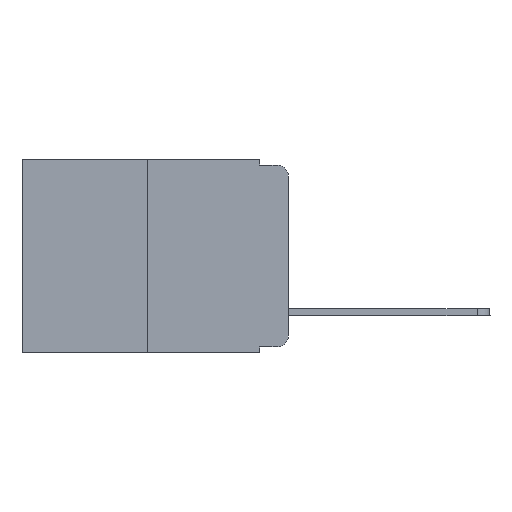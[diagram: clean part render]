
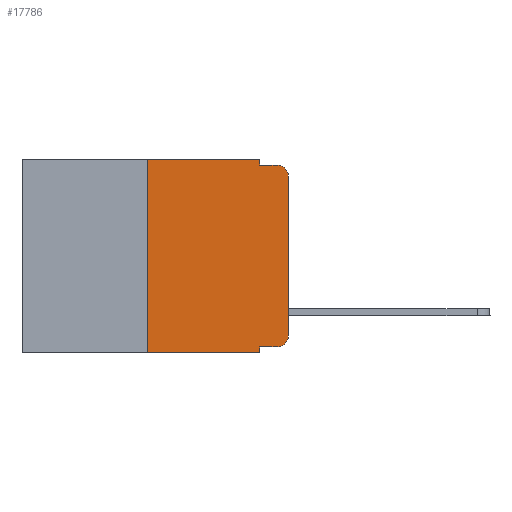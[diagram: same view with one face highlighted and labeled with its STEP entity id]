
A CAD part, left-side view. The second image highlights one B-rep face of the part: STEP entity #17786.
In plain terms, the highlighted planar face has unit normal (-1, 0, 0).
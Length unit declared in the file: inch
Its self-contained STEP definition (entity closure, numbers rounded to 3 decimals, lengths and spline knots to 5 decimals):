
#117 = DIRECTION ( 'NONE',  ( 0., -1., 0. ) ) ;
#257 = EDGE_CURVE ( 'NONE', #10630, #13713, #588, .T. ) ;
#310 = EDGE_CURVE ( 'NONE', #13211, #747, #1052, .T. ) ;
#545 = ORIENTED_EDGE ( 'NONE', *, *, #11486, .T. ) ;
#588 = LINE ( 'NONE', #17631, #15595 ) ;
#747 = VERTEX_POINT ( 'NONE', #10625 ) ;
#1052 = LINE ( 'NONE', #6196, #11019 ) ;
#1195 = VERTEX_POINT ( 'NONE', #6033 ) ;
#1569 = DIRECTION ( 'NONE',  ( 0., 0., 1. ) ) ;
#2010 = DIRECTION ( 'NONE',  ( 0., 0., -1. ) ) ;
#2091 = EDGE_CURVE ( 'NONE', #16731, #9115, #18680, .T. ) ;
#2240 = CIRCLE ( 'NONE', #4506, 0.02 ) ;
#2990 = ORIENTED_EDGE ( 'NONE', *, *, #11930, .F. ) ;
#3456 = DIRECTION ( 'NONE',  ( 0., -1., 0. ) ) ;
#3894 = DIRECTION ( 'NONE',  ( 0., 0., -1. ) ) ;
#4238 = CARTESIAN_POINT ( 'NONE',  ( 0., 0.25, -0.343 ) ) ;
#4266 = LINE ( 'NONE', #9437, #9261 ) ;
#4317 = LINE ( 'NONE', #17639, #12095 ) ;
#4506 = AXIS2_PLACEMENT_3D ( 'NONE', #15065, #15136, #6497 ) ;
#4515 = LINE ( 'NONE', #14289, #13235 ) ;
#4761 = ORIENTED_EDGE ( 'NONE', *, *, #2091, .T. ) ;
#4853 = LINE ( 'NONE', #11990, #6256 ) ;
#4953 = ORIENTED_EDGE ( 'NONE', *, *, #310, .T. ) ;
#5645 = CARTESIAN_POINT ( 'NONE',  ( 0., 0.02, -0.03 ) ) ;
#6033 = CARTESIAN_POINT ( 'NONE',  ( 0., 0.25, 0. ) ) ;
#6072 = DIRECTION ( 'NONE',  ( 0., -1., 0. ) ) ;
#6155 = VERTEX_POINT ( 'NONE', #11902 ) ;
#6196 = CARTESIAN_POINT ( 'NONE',  ( 0., 0.473, -0.343 ) ) ;
#6217 = EDGE_LOOP ( 'NONE', ( #8477, #4761, #2990, #7184, #13861, #10336, #4953, #11986, #9212, #545 ) ) ;
#6256 = VECTOR ( 'NONE', #2010, 39.37008 ) ;
#6497 = DIRECTION ( 'NONE',  ( 0., 0., -1. ) ) ;
#7045 = AXIS2_PLACEMENT_3D ( 'NONE', #5645, #7122, #13046 ) ;
#7122 = DIRECTION ( 'NONE',  ( -1., 0., 0. ) ) ;
#7184 = ORIENTED_EDGE ( 'NONE', *, *, #14244, .F. ) ;
#7373 = CARTESIAN_POINT ( 'NONE',  ( 0., 0., -0.03 ) ) ;
#7725 = EDGE_CURVE ( 'NONE', #13211, #1195, #4317, .T. ) ;
#7748 = VECTOR ( 'NONE', #9366, 39.37008 ) ;
#8477 = ORIENTED_EDGE ( 'NONE', *, *, #14355, .T. ) ;
#9069 = VERTEX_POINT ( 'NONE', #12489 ) ;
#9115 = VERTEX_POINT ( 'NONE', #13920 ) ;
#9212 = ORIENTED_EDGE ( 'NONE', *, *, #257, .T. ) ;
#9261 = VECTOR ( 'NONE', #12546, 39.37008 ) ;
#9366 = DIRECTION ( 'NONE',  ( 0., 0., -1. ) ) ;
#9437 = CARTESIAN_POINT ( 'NONE',  ( 0., 0.473, 0. ) ) ;
#9867 = VECTOR ( 'NONE', #117, 39.37008 ) ;
#10090 = LINE ( 'NONE', #14737, #9867 ) ;
#10336 = ORIENTED_EDGE ( 'NONE', *, *, #7725, .F. ) ;
#10625 = CARTESIAN_POINT ( 'NONE',  ( 0., 0.051, -0.343 ) ) ;
#10630 = VERTEX_POINT ( 'NONE', #16778 ) ;
#10858 = CARTESIAN_POINT ( 'NONE',  ( 0., 0.051, 0. ) ) ;
#10882 = FACE_OUTER_BOUND ( 'NONE', #6217, .T. ) ;
#11019 = VECTOR ( 'NONE', #3456, 39.37008 ) ;
#11244 = DIRECTION ( 'NONE',  ( 0., 0., 1. ) ) ;
#11382 = LINE ( 'NONE', #10858, #7748 ) ;
#11486 = EDGE_CURVE ( 'NONE', #13713, #17688, #2240, .T. ) ;
#11902 = CARTESIAN_POINT ( 'NONE',  ( 0., 0.051, 0. ) ) ;
#11930 = EDGE_CURVE ( 'NONE', #9069, #9115, #10090, .T. ) ;
#11986 = ORIENTED_EDGE ( 'NONE', *, *, #12051, .F. ) ;
#11990 = CARTESIAN_POINT ( 'NONE',  ( 0., 0.051, 0. ) ) ;
#12051 = EDGE_CURVE ( 'NONE', #10630, #747, #4853, .T. ) ;
#12095 = VECTOR ( 'NONE', #1569, 39.37008 ) ;
#12489 = CARTESIAN_POINT ( 'NONE',  ( 0., 0.051, -0.01 ) ) ;
#12546 = DIRECTION ( 'NONE',  ( 0., -1., 0. ) ) ;
#13046 = DIRECTION ( 'NONE',  ( 0., 0., -1. ) ) ;
#13211 = VERTEX_POINT ( 'NONE', #4238 ) ;
#13235 = VECTOR ( 'NONE', #11244, 39.37008 ) ;
#13713 = VERTEX_POINT ( 'NONE', #18065 ) ;
#13861 = ORIENTED_EDGE ( 'NONE', *, *, #15479, .F. ) ;
#13920 = CARTESIAN_POINT ( 'NONE',  ( 0., 0.02, -0.01 ) ) ;
#14244 = EDGE_CURVE ( 'NONE', #6155, #9069, #11382, .T. ) ;
#14289 = CARTESIAN_POINT ( 'NONE',  ( 0., 0., 0. ) ) ;
#14355 = EDGE_CURVE ( 'NONE', #17688, #16731, #4515, .T. ) ;
#14737 = CARTESIAN_POINT ( 'NONE',  ( 0., 0.051, -0.01 ) ) ;
#15065 = CARTESIAN_POINT ( 'NONE',  ( 0., 0.02, -0.313 ) ) ;
#15136 = DIRECTION ( 'NONE',  ( -1., 0., 0. ) ) ;
#15479 = EDGE_CURVE ( 'NONE', #1195, #6155, #4266, .T. ) ;
#15553 = PLANE ( 'NONE',  #16358 ) ;
#15595 = VECTOR ( 'NONE', #6072, 39.37008 ) ;
#15745 = DIRECTION ( 'NONE',  ( 1., 0., 0. ) ) ;
#16358 = AXIS2_PLACEMENT_3D ( 'NONE', #18589, #15745, #3894 ) ;
#16731 = VERTEX_POINT ( 'NONE', #7373 ) ;
#16778 = CARTESIAN_POINT ( 'NONE',  ( 0., 0.051, -0.333 ) ) ;
#17631 = CARTESIAN_POINT ( 'NONE',  ( 0., 0.051, -0.333 ) ) ;
#17639 = CARTESIAN_POINT ( 'NONE',  ( 0., 0.25, 0. ) ) ;
#17688 = VERTEX_POINT ( 'NONE', #18269 ) ;
#17786 = ADVANCED_FACE ( 'NONE', ( #10882 ), #15553, .F. ) ;
#18065 = CARTESIAN_POINT ( 'NONE',  ( 0., 0.02, -0.333 ) ) ;
#18269 = CARTESIAN_POINT ( 'NONE',  ( 0., 0., -0.313 ) ) ;
#18589 = CARTESIAN_POINT ( 'NONE',  ( 0., 0.473, 0. ) ) ;
#18680 = CIRCLE ( 'NONE', #7045, 0.02 ) ;
